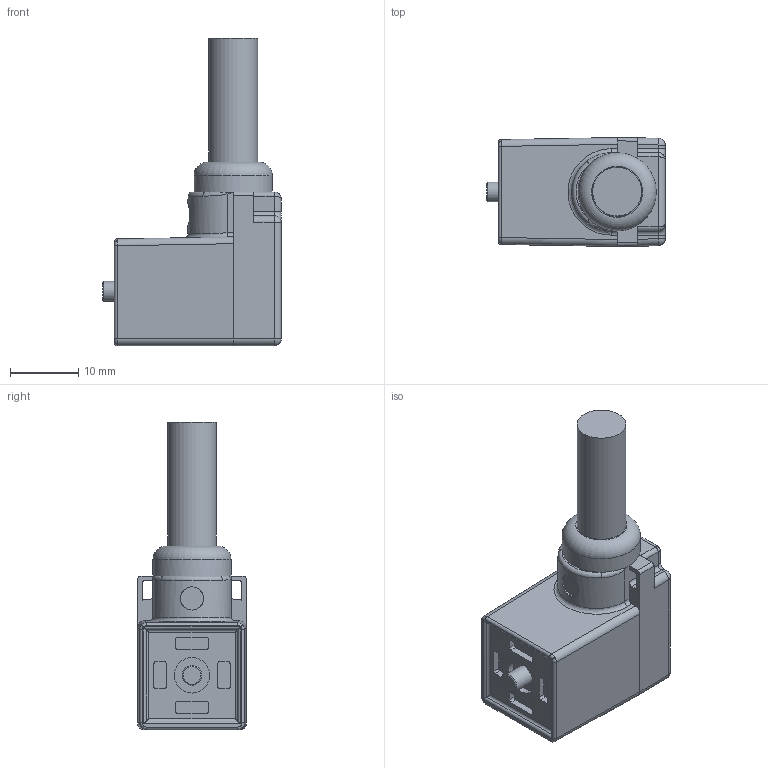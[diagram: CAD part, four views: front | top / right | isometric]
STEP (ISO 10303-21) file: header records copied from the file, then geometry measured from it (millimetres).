
FILE_DESCRIPTION(/* description */ (''),/* implementation_level */ '2;1');
FILE_NAME(/* name */ '5017017_VCI21-230.0.stp',/* time_stamp */ '2016-11-10T10:39:08+01:00',/* author */ (''),/* organization */ (''),/* preprocessor_version */ 'ST-DEVELOPER v16',/* originating_system */ 'SIEMENS PLM Software NX 10.0',/* authorisation */ '');
FILE_SCHEMA (('AUTOMOTIVE_DESIGN { 1 0 10303 214 3 1 1 1 }'));
Length unit declared in the file: millimetre
Products named in the file (1): 5017017_VCI21-230.0
Bounding box: 26.2 x 16 x 45.2 mm (x, y, z)
Volume: 8110.9 mm3; surface area: 3168.6 mm2
Topology: 1 solids, 1 shells, 198 faces, 501 edges, 306 vertices
Faces by surface type: plane 102, cylinder 63, bspline 17, sphere 10, torus 4, cone 2
Full cylindrical faces by diameter (mm): 2.9 x1, 3.4 x1, 5.2 x1, 6 x1, 7.2 x1, 11.5 x1
Entity records: 6001 total; most frequent: CARTESIAN_POINT 1315, DIRECTION 996, ORIENTED_EDGE 946, EDGE_CURVE 473, AXIS2_PLACEMENT_3D 352, VERTEX_POINT 299, LINE 292, VECTOR 292
